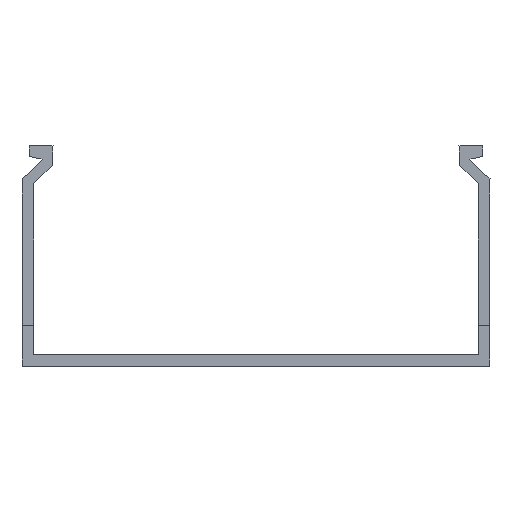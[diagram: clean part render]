
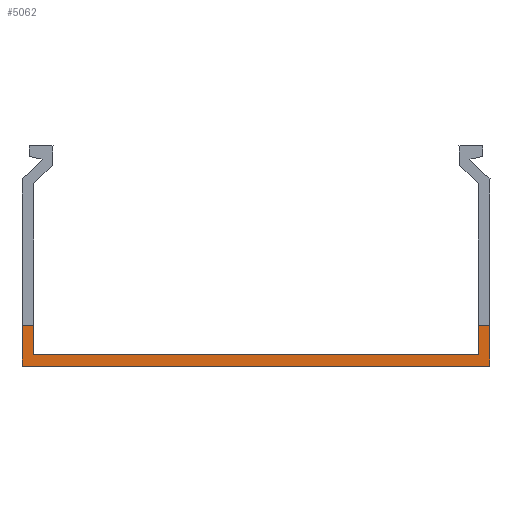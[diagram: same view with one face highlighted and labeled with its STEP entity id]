
A CAD part, front view. The second image highlights one B-rep face of the part: STEP entity #5062.
In plain terms, the highlighted planar face has unit normal (0, -1, 0).
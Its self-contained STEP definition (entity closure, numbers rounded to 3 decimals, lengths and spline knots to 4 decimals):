
#2040=FACE_OUTER_BOUND('',#11318,.T.);
#5062=ADVANCED_FACE('',(#2040),#8084,.F.);
#8084=PLANE('',#65681);
#11318=EDGE_LOOP('',(#39973,#39974,#39975,#39976,#39977,#39978,#39979,#39980));
#12709=LINE('',#82911,#21349);
#12923=LINE('',#83760,#21563);
#18470=LINE('',#95352,#27110);
#19353=LINE('',#96833,#27993);
#19359=LINE('',#96843,#27999);
#20243=LINE('',#98326,#28883);
#20247=LINE('',#98332,#28887);
#20248=LINE('',#98333,#28888);
#21349=VECTOR('',#67282,1.);
#21563=VECTOR('',#67918,1.);
#27110=VECTOR('',#77111,1.);
#27993=VECTOR('',#78008,1.);
#27999=VECTOR('',#78016,1.);
#28883=VECTOR('',#78914,1.);
#28887=VECTOR('',#78922,1.);
#28888=VECTOR('',#78923,1.);
#39973=ORIENTED_EDGE('',*,*,#62103,.T.);
#39974=ORIENTED_EDGE('',*,*,#62107,.T.);
#39975=ORIENTED_EDGE('',*,*,#61219,.F.);
#39976=ORIENTED_EDGE('',*,*,#54677,.F.);
#39977=ORIENTED_EDGE('',*,*,#61213,.T.);
#39978=ORIENTED_EDGE('',*,*,#62108,.T.);
#39979=ORIENTED_EDGE('',*,*,#60330,.F.);
#39980=ORIENTED_EDGE('',*,*,#54253,.F.);
#48213=VERTEX_POINT('',#82912);
#48214=VERTEX_POINT('',#82913);
#48637=VERTEX_POINT('',#83761);
#48638=VERTEX_POINT('',#83762);
#52859=VERTEX_POINT('',#95353);
#53449=VERTEX_POINT('',#96832);
#53453=VERTEX_POINT('',#96844);
#54044=VERTEX_POINT('',#98325);
#54253=EDGE_CURVE('',#48213,#48214,#12709,.T.);
#54677=EDGE_CURVE('',#48637,#48638,#12923,.T.);
#60330=EDGE_CURVE('',#48214,#52859,#18470,.T.);
#61213=EDGE_CURVE('',#48637,#53449,#19353,.T.);
#61219=EDGE_CURVE('',#48638,#53453,#19359,.T.);
#62103=EDGE_CURVE('',#48213,#54044,#20243,.T.);
#62107=EDGE_CURVE('',#54044,#53453,#20247,.T.);
#62108=EDGE_CURVE('',#53449,#52859,#20248,.T.);
#65681=AXIS2_PLACEMENT_3D('',#98334,#78924,#78925);
#67282=DIRECTION('',(1.,0.,0.));
#67918=DIRECTION('',(-1.,0.,0.));
#77111=DIRECTION('',(0.,0.,1.));
#78008=DIRECTION('',(0.,0.,1.));
#78016=DIRECTION('',(0.,0.,1.));
#78914=DIRECTION('',(0.,0.,1.));
#78922=DIRECTION('',(-1.,0.,0.));
#78923=DIRECTION('',(-1.,0.,0.));
#78924=DIRECTION('',(0.,1.,0.));
#78925=DIRECTION('',(0.,0.,1.));
#82911=CARTESIAN_POINT('',(-2.02,0.,0.105));
#82912=CARTESIAN_POINT('',(-2.02,0.,0.105));
#82913=CARTESIAN_POINT('',(2.02,0.,0.105));
#83760=CARTESIAN_POINT('',(2.125,0.,0.));
#83761=CARTESIAN_POINT('',(2.125,0.,0.));
#83762=CARTESIAN_POINT('',(-2.125,0.,0.));
#95352=CARTESIAN_POINT('',(2.02,0.,0.105));
#95353=CARTESIAN_POINT('',(2.02,0.,0.3696));
#96832=CARTESIAN_POINT('',(2.125,0.,0.3696));
#96833=CARTESIAN_POINT('',(2.125,0.,0.));
#96843=CARTESIAN_POINT('',(-2.125,0.,0.));
#96844=CARTESIAN_POINT('',(-2.125,0.,0.3696));
#98325=CARTESIAN_POINT('',(-2.02,0.,0.3696));
#98326=CARTESIAN_POINT('',(-2.02,0.,0.105));
#98332=CARTESIAN_POINT('',(2.0608,0.,0.3699));
#98333=CARTESIAN_POINT('',(2.0608,0.,0.3696));
#98334=CARTESIAN_POINT('',(2.0608,0.,0.105));
